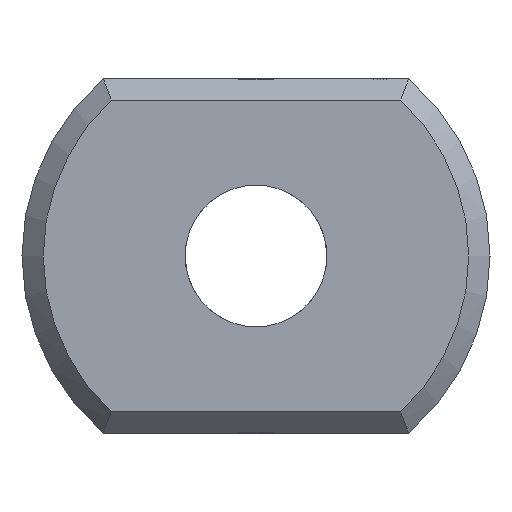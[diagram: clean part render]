
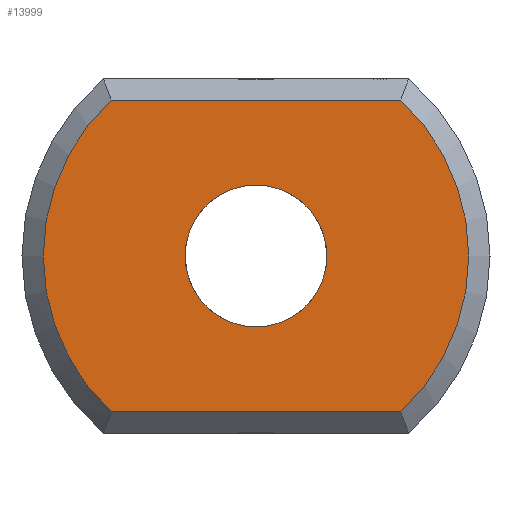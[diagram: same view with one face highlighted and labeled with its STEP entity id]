
A CAD part, left-side view. The second image highlights one B-rep face of the part: STEP entity #13999.
In plain terms, the highlighted planar face has unit normal (-1, 0, 0).
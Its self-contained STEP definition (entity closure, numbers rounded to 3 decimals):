
#3485 = VERTEX_POINT('',#3486);
#3486 = CARTESIAN_POINT('',(0.,-2.04,2.2));
#3495 = VERTEX_POINT('',#3496);
#3496 = CARTESIAN_POINT('',(0.,-2.04,-2.2));
#3503 = EDGE_CURVE('',#3485,#3495,#3504,.T.);
#3504 = CIRCLE('',#3505,3.);
#3505 = AXIS2_PLACEMENT_3D('',#3506,#3507,#3508);
#3506 = CARTESIAN_POINT('',(0.,0.,0.));
#3507 = DIRECTION('',(1.,0.,0.));
#3508 = DIRECTION('',(0.,-0.653,0.758)
  );
#3824 = VERTEX_POINT('',#3825);
#3825 = CARTESIAN_POINT('',(0.,2.04,2.2));
#3832 = EDGE_CURVE('',#3485,#3824,#3833,.T.);
#3833 = LINE('',#3834,#3835);
#3834 = CARTESIAN_POINT('',(0.,-2.154,2.2));
#3835 = VECTOR('',#3836,1.);
#3836 = DIRECTION('',(0.,1.,0.));
#13999 = ADVANCED_FACE('',(#14000,#14019),#14030,.F.);
#14000 = FACE_BOUND('',#14001,.F.);
#14001 = EDGE_LOOP('',(#14002,#14011,#14012,#14013));
#14002 = ORIENTED_EDGE('',*,*,#14003,.T.);
#14003 = EDGE_CURVE('',#14004,#3824,#14006,.T.);
#14004 = VERTEX_POINT('',#14005);
#14005 = CARTESIAN_POINT('',(0.,2.04,-2.2));
#14006 = CIRCLE('',#14007,3.);
#14007 = AXIS2_PLACEMENT_3D('',#14008,#14009,#14010);
#14008 = CARTESIAN_POINT('',(0.,0.,0.));
#14009 = DIRECTION('',(1.,0.,0.));
#14010 = DIRECTION('',(0.,0.653,-0.758)
  );
#14011 = ORIENTED_EDGE('',*,*,#3832,.F.);
#14012 = ORIENTED_EDGE('',*,*,#3503,.T.);
#14013 = ORIENTED_EDGE('',*,*,#14014,.T.);
#14014 = EDGE_CURVE('',#3495,#14004,#14015,.T.);
#14015 = LINE('',#14016,#14017);
#14016 = CARTESIAN_POINT('',(0.,-2.154,-2.2));
#14017 = VECTOR('',#14018,1.);
#14018 = DIRECTION('',(0.,1.,0.));
#14019 = FACE_BOUND('',#14020,.T.);
#14020 = EDGE_LOOP('',(#14021));
#14021 = ORIENTED_EDGE('',*,*,#14022,.T.);
#14022 = EDGE_CURVE('',#14023,#14023,#14025,.T.);
#14023 = VERTEX_POINT('',#14024);
#14024 = CARTESIAN_POINT('',(0.,1.,0.)
  );
#14025 = CIRCLE('',#14026,1.);
#14026 = AXIS2_PLACEMENT_3D('',#14027,#14028,#14029);
#14027 = CARTESIAN_POINT('',(0.,0.,0.));
#14028 = DIRECTION('',(1.,0.,0.));
#14029 = DIRECTION('',(0.,1.,0.));
#14030 = PLANE('',#14031);
#14031 = AXIS2_PLACEMENT_3D('',#14032,#14033,#14034);
#14032 = CARTESIAN_POINT('',(0.,0.,0.));
#14033 = DIRECTION('',(1.,0.,0.));
#14034 = DIRECTION('',(0.,0.,1.));
